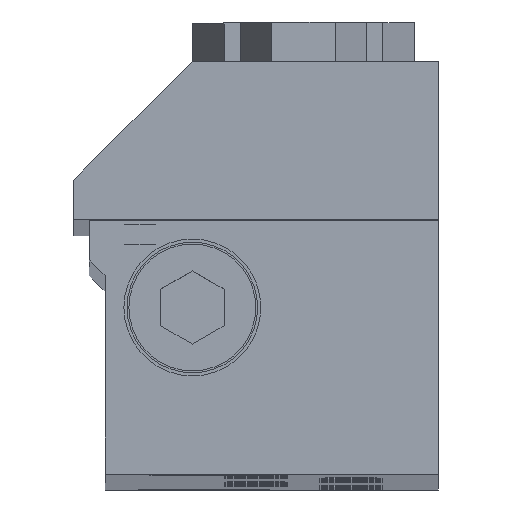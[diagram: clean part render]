
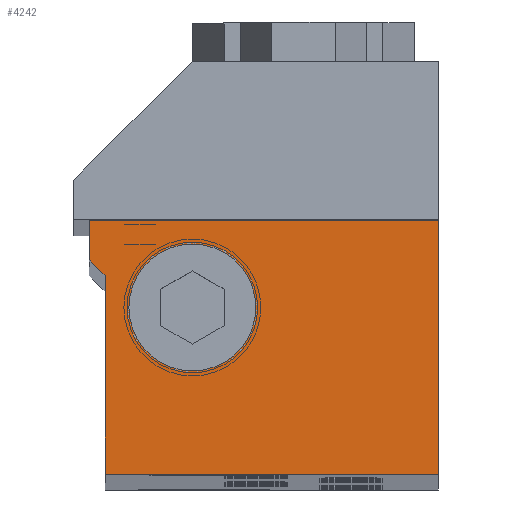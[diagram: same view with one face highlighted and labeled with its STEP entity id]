
A CAD part, top view. The second image highlights one B-rep face of the part: STEP entity #4242.
In plain terms, the highlighted planar face has unit normal (0, 0, 1).
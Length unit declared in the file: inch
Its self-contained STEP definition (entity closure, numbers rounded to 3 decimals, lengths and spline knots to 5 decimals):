
#2407=CARTESIAN_POINT('',(-0.31246,0.66735,36.0));
#2408=VERTEX_POINT('',#2407);
#2409=CARTESIAN_POINT('',(1.06254,0.66735,36.0));
#2410=VERTEX_POINT('',#2409);
#2411=CARTESIAN_POINT('',(-0.31246,0.66735,36.0));
#2412=DIRECTION('',(1.0,0.0,0.0));
#2413=VECTOR('',#2412,1.375);
#2414=LINE('',#2411,#2413);
#2415=EDGE_CURVE('',#2408,#2410,#2414,.T.);
#3377=CARTESIAN_POINT('',(0.34379,0.3236,36.0));
#3378=VERTEX_POINT('',#3377);
#3379=CARTESIAN_POINT('',(0.09379,0.3236,36.0));
#3380=DIRECTION('',(0.0,0.0,-1.0));
#3381=DIRECTION('',(1.0,0.0,0.0));
#3382=AXIS2_PLACEMENT_3D('',#3379,#3380,#3381);
#3383=CIRCLE('',#3382,0.25);
#3384=EDGE_CURVE('',#3378,#3378,#3383,.T.);
#3974=CARTESIAN_POINT('',(1.06254,-0.33265,36.0));
#3975=VERTEX_POINT('',#3974);
#3976=CARTESIAN_POINT('',(1.06254,0.66735,36.0));
#3977=DIRECTION('',(0.0,-1.0,0.0));
#3978=VECTOR('',#3977,1.0);
#3979=LINE('',#3976,#3978);
#3980=EDGE_CURVE('',#2410,#3975,#3979,.T.);
#4005=CARTESIAN_POINT('',(-0.24996,-0.33265,36.0));
#4006=VERTEX_POINT('',#4005);
#4007=CARTESIAN_POINT('',(1.06254,-0.33265,36.0));
#4008=DIRECTION('',(-1.0,0.0,0.0));
#4009=VECTOR('',#4008,1.3125);
#4010=LINE('',#4007,#4009);
#4011=EDGE_CURVE('',#3975,#4006,#4010,.T.);
#4147=CARTESIAN_POINT('',(-0.24996,0.4486,36.0));
#4148=VERTEX_POINT('',#4147);
#4149=CARTESIAN_POINT('',(-0.24996,-0.33265,36.0));
#4150=DIRECTION('',(0.0,1.0,0.0));
#4151=VECTOR('',#4150,0.78125);
#4152=LINE('',#4149,#4151);
#4153=EDGE_CURVE('',#4006,#4148,#4152,.T.);
#4178=CARTESIAN_POINT('',(-0.31246,0.5111,36.0));
#4179=VERTEX_POINT('',#4178);
#4180=CARTESIAN_POINT('',(-0.24996,0.4486,36.0));
#4181=DIRECTION('',(-0.707,0.707,0.0));
#4182=VECTOR('',#4181,0.08839);
#4183=LINE('',#4180,#4182);
#4184=EDGE_CURVE('',#4148,#4179,#4183,.T.);
#4209=CARTESIAN_POINT('',(-0.31246,0.5111,36.0));
#4210=DIRECTION('',(0.0,1.0,0.0));
#4211=VECTOR('',#4210,0.15625);
#4212=LINE('',#4209,#4211);
#4213=EDGE_CURVE('',#4179,#2408,#4212,.T.);
#4226=CARTESIAN_POINT('',(0.39092,0.1757,36.0));
#4227=DIRECTION('',(0.0,0.0,1.0));
#4228=DIRECTION('',(1.0,0.0,0.0));
#4229=AXIS2_PLACEMENT_3D('',#4226,#4227,#4228);
#4230=PLANE('',#4229);
#4231=ORIENTED_EDGE('',*,*,#3980,.F.);
#4232=ORIENTED_EDGE('',*,*,#2415,.F.);
#4233=ORIENTED_EDGE('',*,*,#4213,.F.);
#4234=ORIENTED_EDGE('',*,*,#4184,.F.);
#4235=ORIENTED_EDGE('',*,*,#4153,.F.);
#4236=ORIENTED_EDGE('',*,*,#4011,.F.);
#4237=EDGE_LOOP('',(#4231,#4232,#4233,#4234,#4235,#4236));
#4238=FACE_OUTER_BOUND('',#4237,.T.);
#4239=ORIENTED_EDGE('',*,*,#3384,.T.);
#4240=EDGE_LOOP('',(#4239));
#4241=FACE_BOUND('',#4240,.T.);
#4242=ADVANCED_FACE('',(#4238,#4241),#4230,.T.);
